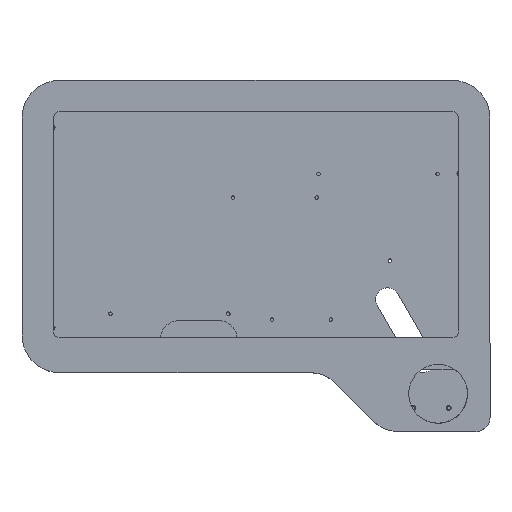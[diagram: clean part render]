
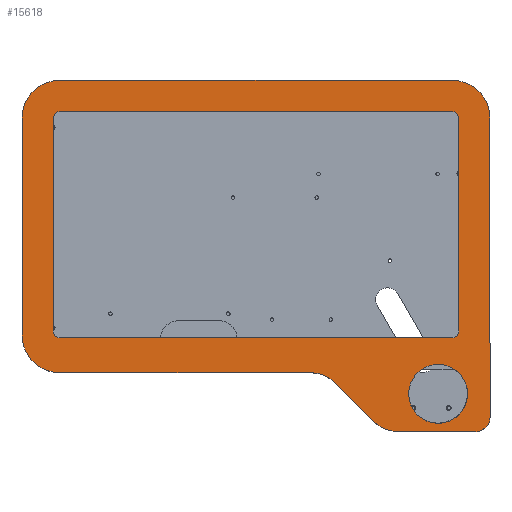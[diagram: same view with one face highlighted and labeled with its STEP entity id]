
A CAD part, top view. The second image highlights one B-rep face of the part: STEP entity #15618.
In plain terms, the highlighted planar face has unit normal (0, 0, 1).
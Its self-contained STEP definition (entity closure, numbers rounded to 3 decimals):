
#346=FACE_BOUND('',#2159,.T.);
#347=FACE_BOUND('',#2160,.T.);
#597=PLANE('',#16936);
#1239=FACE_OUTER_BOUND('',#2158,.T.);
#2158=EDGE_LOOP('',(#11112,#11113,#11114,#11115,#11116,#11117,#11118,#11119,
#11120,#11121,#11122,#11123));
#2159=EDGE_LOOP('',(#11124));
#2160=EDGE_LOOP('',(#11125,#11126,#11127,#11128,#11129,#11130,#11131,#11132));
#3287=LINE('',#23312,#4960);
#3291=LINE('',#23324,#4964);
#3295=LINE('',#23336,#4968);
#3300=LINE('',#23348,#4973);
#3302=LINE('',#23358,#4975);
#3307=LINE('',#23372,#4980);
#3311=LINE('',#23384,#4984);
#3315=LINE('',#23396,#4988);
#3319=LINE('',#23408,#4992);
#3323=LINE('',#23420,#4996);
#4960=VECTOR('',#18609,10.);
#4964=VECTOR('',#18621,10.);
#4968=VECTOR('',#18633,10.);
#4973=VECTOR('',#18646,10.);
#4975=VECTOR('',#18656,10.);
#4980=VECTOR('',#18669,10.);
#4984=VECTOR('',#18681,10.);
#4988=VECTOR('',#18693,10.);
#4992=VECTOR('',#18705,10.);
#4996=VECTOR('',#18717,10.);
#6515=CIRCLE('',#16893,6.);
#6517=CIRCLE('',#16897,6.);
#6519=CIRCLE('',#16901,6.);
#6521=CIRCLE('',#16905,6.);
#6523=CIRCLE('',#16909,25.);
#6525=CIRCLE('',#16913,12.);
#6527=CIRCLE('',#16917,30.);
#6529=CIRCLE('',#16921,30.);
#6531=CIRCLE('',#16925,32.);
#6533=CIRCLE('',#16929,32.);
#6535=CIRCLE('',#16933,32.);
#7138=VERTEX_POINT('',#23302);
#7139=VERTEX_POINT('',#23303);
#7142=VERTEX_POINT('',#23311);
#7144=VERTEX_POINT('',#23317);
#7146=VERTEX_POINT('',#23323);
#7148=VERTEX_POINT('',#23329);
#7150=VERTEX_POINT('',#23335);
#7152=VERTEX_POINT('',#23341);
#7154=VERTEX_POINT('',#23350);
#7156=VERTEX_POINT('',#23356);
#7157=VERTEX_POINT('',#23357);
#7160=VERTEX_POINT('',#23365);
#7162=VERTEX_POINT('',#23371);
#7164=VERTEX_POINT('',#23377);
#7166=VERTEX_POINT('',#23383);
#7168=VERTEX_POINT('',#23389);
#7170=VERTEX_POINT('',#23395);
#7172=VERTEX_POINT('',#23401);
#7174=VERTEX_POINT('',#23407);
#7176=VERTEX_POINT('',#23413);
#7178=VERTEX_POINT('',#23419);
#8603=EDGE_CURVE('',#7138,#7139,#6515,.T.);
#8607=EDGE_CURVE('',#7142,#7139,#3287,.T.);
#8610=EDGE_CURVE('',#7142,#7144,#6517,.T.);
#8613=EDGE_CURVE('',#7146,#7144,#3291,.T.);
#8616=EDGE_CURVE('',#7146,#7148,#6519,.T.);
#8619=EDGE_CURVE('',#7150,#7148,#3295,.T.);
#8622=EDGE_CURVE('',#7150,#7152,#6521,.T.);
#8626=EDGE_CURVE('',#7138,#7152,#3300,.T.);
#8627=EDGE_CURVE('',#7154,#7154,#6523,.T.);
#8630=EDGE_CURVE('',#7156,#7157,#3302,.T.);
#8634=EDGE_CURVE('',#7157,#7160,#6525,.T.);
#8637=EDGE_CURVE('',#7160,#7162,#3307,.T.);
#8640=EDGE_CURVE('',#7162,#7164,#6527,.T.);
#8643=EDGE_CURVE('',#7164,#7166,#3311,.T.);
#8646=EDGE_CURVE('',#7166,#7168,#6529,.T.);
#8649=EDGE_CURVE('',#7168,#7170,#3315,.T.);
#8652=EDGE_CURVE('',#7170,#7172,#6531,.T.);
#8655=EDGE_CURVE('',#7172,#7174,#3319,.T.);
#8658=EDGE_CURVE('',#7174,#7176,#6533,.T.);
#8661=EDGE_CURVE('',#7176,#7178,#3323,.T.);
#8664=EDGE_CURVE('',#7178,#7156,#6535,.T.);
#11112=ORIENTED_EDGE('',*,*,#8630,.F.);
#11113=ORIENTED_EDGE('',*,*,#8664,.F.);
#11114=ORIENTED_EDGE('',*,*,#8661,.F.);
#11115=ORIENTED_EDGE('',*,*,#8658,.F.);
#11116=ORIENTED_EDGE('',*,*,#8655,.F.);
#11117=ORIENTED_EDGE('',*,*,#8652,.F.);
#11118=ORIENTED_EDGE('',*,*,#8649,.F.);
#11119=ORIENTED_EDGE('',*,*,#8646,.F.);
#11120=ORIENTED_EDGE('',*,*,#8643,.F.);
#11121=ORIENTED_EDGE('',*,*,#8640,.F.);
#11122=ORIENTED_EDGE('',*,*,#8637,.F.);
#11123=ORIENTED_EDGE('',*,*,#8634,.F.);
#11124=ORIENTED_EDGE('',*,*,#8627,.T.);
#11125=ORIENTED_EDGE('',*,*,#8626,.T.);
#11126=ORIENTED_EDGE('',*,*,#8622,.F.);
#11127=ORIENTED_EDGE('',*,*,#8619,.T.);
#11128=ORIENTED_EDGE('',*,*,#8616,.F.);
#11129=ORIENTED_EDGE('',*,*,#8613,.T.);
#11130=ORIENTED_EDGE('',*,*,#8610,.F.);
#11131=ORIENTED_EDGE('',*,*,#8607,.T.);
#11132=ORIENTED_EDGE('',*,*,#8603,.F.);
#15618=ADVANCED_FACE('',(#1239,#346,#347),#597,.T.);
#16893=AXIS2_PLACEMENT_3D('',#23304,#18601,#18602);
#16897=AXIS2_PLACEMENT_3D('',#23318,#18614,#18615);
#16901=AXIS2_PLACEMENT_3D('',#23330,#18626,#18627);
#16905=AXIS2_PLACEMENT_3D('',#23342,#18638,#18639);
#16909=AXIS2_PLACEMENT_3D('',#23351,#18649,#18650);
#16913=AXIS2_PLACEMENT_3D('',#23366,#18662,#18663);
#16917=AXIS2_PLACEMENT_3D('',#23378,#18674,#18675);
#16921=AXIS2_PLACEMENT_3D('',#23390,#18686,#18687);
#16925=AXIS2_PLACEMENT_3D('',#23402,#18698,#18699);
#16929=AXIS2_PLACEMENT_3D('',#23414,#18710,#18711);
#16933=AXIS2_PLACEMENT_3D('',#23425,#18722,#18723);
#16936=AXIS2_PLACEMENT_3D('',#23428,#18728,#18729);
#18601=DIRECTION('center_axis',(0.,0.,1.));
#18602=DIRECTION('ref_axis',(-0.707,-0.707,0.));
#18609=DIRECTION('',(-1.,0.,0.));
#18614=DIRECTION('center_axis',(0.,0.,1.));
#18615=DIRECTION('ref_axis',(0.707,-0.707,0.));
#18621=DIRECTION('',(0.,-1.,0.));
#18626=DIRECTION('center_axis',(0.,0.,1.));
#18627=DIRECTION('ref_axis',(0.707,0.707,0.));
#18633=DIRECTION('',(1.,0.,0.));
#18638=DIRECTION('center_axis',(0.,0.,1.));
#18639=DIRECTION('ref_axis',(-0.707,0.707,0.));
#18646=DIRECTION('',(0.,1.,0.));
#18649=DIRECTION('center_axis',(0.,0.,-1.));
#18650=DIRECTION('ref_axis',(-1.,0.,0.));
#18656=DIRECTION('',(0.,-1.,0.));
#18662=DIRECTION('center_axis',(0.,0.,-1.));
#18663=DIRECTION('ref_axis',(0.,-1.,0.));
#18669=DIRECTION('',(-1.,0.,0.));
#18674=DIRECTION('center_axis',(0.,0.,-1.));
#18675=DIRECTION('ref_axis',(-0.707,-0.707,0.));
#18681=DIRECTION('',(-0.707,0.707,0.));
#18686=DIRECTION('center_axis',(0.,0.,1.));
#18687=DIRECTION('ref_axis',(-0.707,-0.707,0.));
#18693=DIRECTION('',(-1.,0.,0.));
#18698=DIRECTION('center_axis',(0.,0.,-1.));
#18699=DIRECTION('ref_axis',(-1.,0.,0.));
#18705=DIRECTION('',(0.,1.,0.));
#18710=DIRECTION('center_axis',(0.,0.,-1.));
#18711=DIRECTION('ref_axis',(0.,1.,0.));
#18717=DIRECTION('',(1.,0.,0.));
#18722=DIRECTION('center_axis',(0.,0.,-1.));
#18723=DIRECTION('ref_axis',(1.,0.,0.));
#18728=DIRECTION('center_axis',(0.,0.,1.));
#18729=DIRECTION('ref_axis',(1.,0.,0.));
#23302=CARTESIAN_POINT('',(-172.,-88.5,2.));
#23303=CARTESIAN_POINT('',(-166.,-94.5,2.));
#23304=CARTESIAN_POINT('Origin',(-166.,-88.5,2.));
#23311=CARTESIAN_POINT('',(166.,-94.5,2.));
#23312=CARTESIAN_POINT('',(91.04,-94.5,2.));
#23317=CARTESIAN_POINT('',(172.,-88.5,2.));
#23318=CARTESIAN_POINT('Origin',(166.,-88.5,2.));
#23323=CARTESIAN_POINT('',(172.,91.5,2.));
#23324=CARTESIAN_POINT('',(172.,42.351,2.));
#23329=CARTESIAN_POINT('',(166.,97.5,2.));
#23330=CARTESIAN_POINT('Origin',(166.,91.5,2.));
#23335=CARTESIAN_POINT('',(-166.,97.5,2.));
#23336=CARTESIAN_POINT('',(-80.96,97.5,2.));
#23341=CARTESIAN_POINT('',(-172.,91.5,2.));
#23342=CARTESIAN_POINT('Origin',(-166.,91.5,2.));
#23348=CARTESIAN_POINT('',(-172.,-53.649,2.));
#23350=CARTESIAN_POINT('',(179.5,-142.,2.));
#23351=CARTESIAN_POINT('Origin',(154.5,-142.,2.));
#23356=CARTESIAN_POINT('',(198.5,92.,2.));
#23357=CARTESIAN_POINT('',(198.5,-162.,2.));
#23358=CARTESIAN_POINT('',(198.5,-162.,2.));
#23365=CARTESIAN_POINT('',(186.5,-174.,2.));
#23366=CARTESIAN_POINT('Origin',(186.5,-162.,2.));
#23371=CARTESIAN_POINT('',(120.926,-174.,2.));
#23372=CARTESIAN_POINT('',(120.926,-174.,2.));
#23377=CARTESIAN_POINT('',(99.713,-165.213,2.));
#23378=CARTESIAN_POINT('Origin',(120.926,-144.,2.));
#23383=CARTESIAN_POINT('',(67.287,-132.787,2.));
#23384=CARTESIAN_POINT('',(67.287,-132.787,2.));
#23389=CARTESIAN_POINT('',(46.074,-124.,2.));
#23390=CARTESIAN_POINT('Origin',(46.074,-154.,2.));
#23395=CARTESIAN_POINT('',(-166.5,-124.,2.));
#23396=CARTESIAN_POINT('',(-166.5,-124.,2.));
#23401=CARTESIAN_POINT('',(-198.5,-92.,2.));
#23402=CARTESIAN_POINT('Origin',(-166.5,-92.,2.));
#23407=CARTESIAN_POINT('',(-198.5,92.,2.));
#23408=CARTESIAN_POINT('',(-198.5,92.,2.));
#23413=CARTESIAN_POINT('',(-166.5,124.,2.));
#23414=CARTESIAN_POINT('Origin',(-166.5,92.,2.));
#23419=CARTESIAN_POINT('',(166.5,124.,2.));
#23420=CARTESIAN_POINT('',(166.5,124.,2.));
#23425=CARTESIAN_POINT('Origin',(166.5,92.,2.));
#23428=CARTESIAN_POINT('Origin',(10.081,-12.799,2.));
